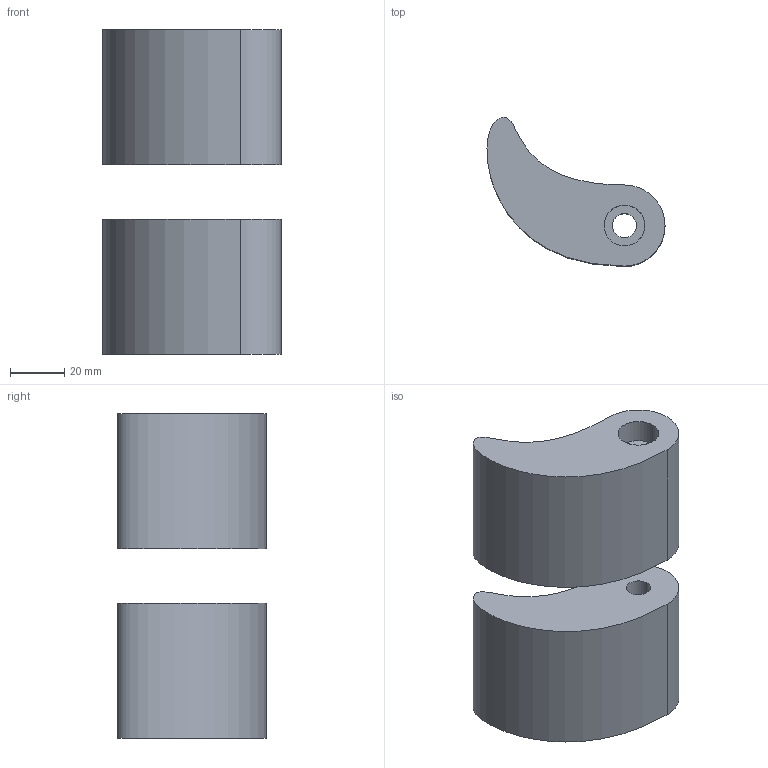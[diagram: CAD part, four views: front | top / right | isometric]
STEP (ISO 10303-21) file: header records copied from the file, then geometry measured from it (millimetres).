
FILE_DESCRIPTION (( 'STEP AP203' ), '1' );
FILE_NAME ('porte ski v2.STEP', '2023-11-22T21:29:59', ( '' ), ( '' ), 'SwSTEP 2.0', 'SolidWorks 2023', '' );
FILE_SCHEMA (( 'CONFIG_CONTROL_DESIGN' ));
Length unit declared in the file: millimetre
Products named in the file (3): porte ski v2; Symétrieporte ski V2; porte ski V2
Assembly tree (2 placements, depth 2):
  porte ski v2
    porte ski V2
    Symétrieporte ski V2
Bounding box: 65.83 x 55 x 120 mm (x, y, z)
Volume: 180491.6 mm3; surface area: 29509.9 mm2
Topology: 2 solids, 2 shells, 22 faces, 44 edges, 28 vertices
Faces by surface type: cylinder 10, plane 6, cone 4, bspline 2
Entity records: 921 total; most frequent: CARTESIAN_POINT 141, DIRECTION 114, ORIENTED_EDGE 88, AXIS2_PLACEMENT_3D 49, EDGE_CURVE 44, EDGE_LOOP 28, VERTEX_POINT 28, PERSON_AND_ORGANIZATION 26
